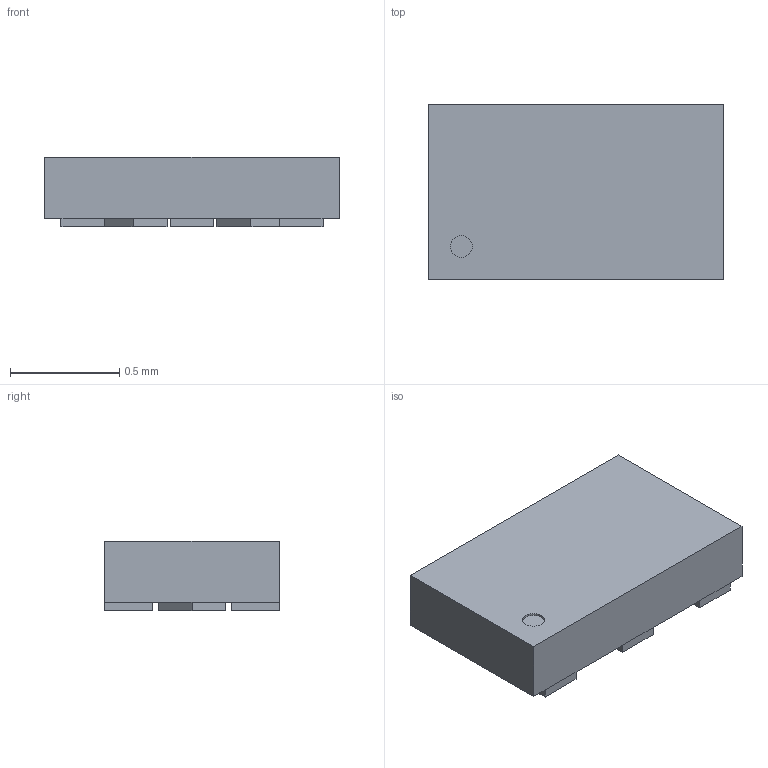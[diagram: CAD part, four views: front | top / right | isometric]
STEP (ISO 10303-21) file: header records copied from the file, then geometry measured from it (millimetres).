
FILE_DESCRIPTION(('FreeCAD Model'),'2;1');
FILE_NAME( 'SOT-1233.step', '2019-11-15T15:23:21',('Author'),(''), 'Open CASCADE STEP processor 7.3','FreeCAD','Unknown');
FILE_SCHEMA(('AUTOMOTIVE_DESIGN { 1 0 10303 214 1 1 1 1 }'));
Length unit declared in the file: millimetre
Products named in the file (1): Pad002
Bounding box: 1.35 x 0.8 x 0.32 mm (x, y, z)
Volume: 0.3 mm3; surface area: 3.6 mm2
Topology: 1 solids, 1 shells, 54 faces, 135 edges, 86 vertices
Faces by surface type: plane 53, cylinder 1
Full cylindrical faces by diameter (mm): 0.1 x1
Entity records: 3715 total; most frequent: CARTESIAN_POINT 552, DIRECTION 516, LINE 401, VECTOR 401, ORIENTED_EDGE 270, PCURVE 270, DEFINITIONAL_REPRESENTATION 270, EDGE_CURVE 135
